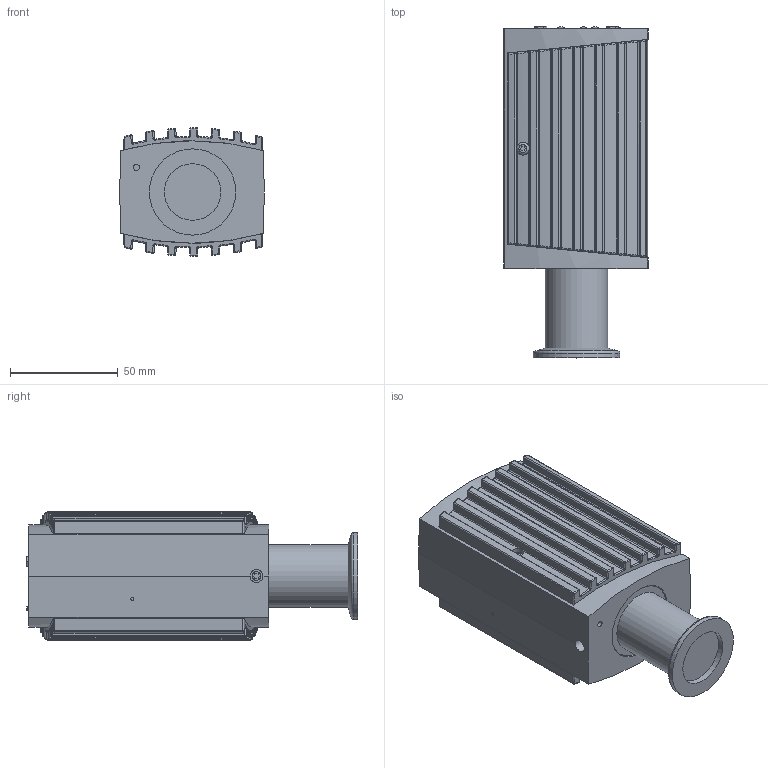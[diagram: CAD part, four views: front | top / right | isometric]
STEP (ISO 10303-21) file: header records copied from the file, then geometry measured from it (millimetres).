
FILE_DESCRIPTION(/* description */ (''),/* implementation_level */ '2;1');
FILE_NAME(/* name */ 'M353-517.stp',/* time_stamp */ '2020-01-20T14:30:38+01:00',/* author */ ('BEM'),/* organization */ (''),/* preprocessor_version */ 'ST-DEVELOPER v17',/* originating_system */ 'Autodesk Inventor 2018',/* authorisation */ '');
FILE_SCHEMA (('AUTOMOTIVE_DESIGN { 1 0 10303 214 3 1 1 }'));
Products named in the file (1): Bauteil3
Bounding box: 67 x 153.7 x 59.4 mm (x, y, z)
Volume: 139841.3 mm3; surface area: 93971.7 mm2
Topology: 15 solids, 15 shells, 1879 faces, 5027 edges, 3266 vertices
Faces by surface type: plane 1242, cylinder 425, bspline 104, sphere 71, torus 19, cone 18
Full cylindrical faces by diameter (mm): 0.8 x15, 1.5 x1, 2.156 x2, 2.3 x4, 2.4 x1, 2.5 x2, 2.6 x2, 2.8 x6, 2.845 x2, 3 x6, 3.2 x6, 3.5 x5, 4 x1, 5 x1, 5.7 x4, 6 x3, 24.8 x1, 25 x1, 25.6 x1, 26 x1, 26.2 x1, 28.7 x1, 29 x1, 31.95 x2, 32 x1, 40 x1
Entity records: 62600 total; most frequent: CARTESIAN_POINT 12873, ORIENTED_EDGE 10018, DIRECTION 9845, EDGE_CURVE 5009, LINE 3637, VECTOR 3637, VERTEX_POINT 3266, AXIS2_PLACEMENT_3D 3104
